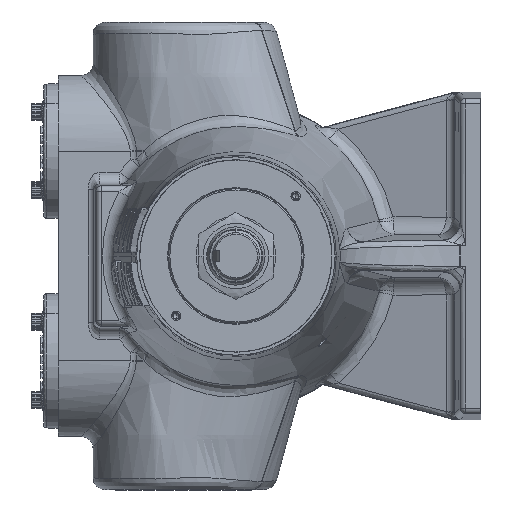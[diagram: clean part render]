
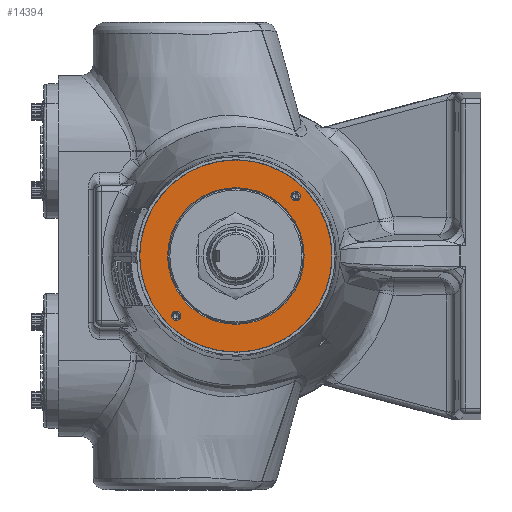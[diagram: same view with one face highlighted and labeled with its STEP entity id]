
A CAD part, left-side view. The second image highlights one B-rep face of the part: STEP entity #14394.
In plain terms, the highlighted planar face has unit normal (-1, 0, 0).
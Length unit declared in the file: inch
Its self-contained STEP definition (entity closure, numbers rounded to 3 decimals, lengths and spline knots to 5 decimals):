
#1267 = VERTEX_POINT ( 'NONE', #7208 ) ;
#1621 = DIRECTION ( 'NONE',  ( 0., 0., 1. ) ) ;
#3396 = VERTEX_POINT ( 'NONE', #83620 ) ;
#4722 = VERTEX_POINT ( 'NONE', #16305 ) ;
#5362 = DIRECTION ( 'NONE',  ( 0., 0., -1. ) ) ;
#5823 = CARTESIAN_POINT ( 'NONE',  ( -10.90353, 0., 1.46425 ) ) ;
#6268 = DIRECTION ( 'NONE',  ( 1., 0., 0. ) ) ;
#7068 = CARTESIAN_POINT ( 'NONE',  ( -10.90353, 0., 0. ) ) ;
#7208 = CARTESIAN_POINT ( 'NONE',  ( -10.90353, -1.28163, 1.38213 ) ) ;
#13312 = EDGE_LOOP ( 'NONE', ( #100366, #95125 ) ) ;
#13797 = EDGE_LOOP ( 'NONE', ( #100968, #100729 ) ) ;
#14394 = ADVANCED_FACE ( 'NONE', ( #96413, #51672, #63310, #20451 ), #78778, .F. ) ;
#14732 = CIRCLE ( 'NONE', #75699, 2.06 ) ;
#16305 = CARTESIAN_POINT ( 'NONE',  ( -10.90353, 1.28163, -1.18113 ) ) ;
#16735 = AXIS2_PLACEMENT_3D ( 'NONE', #94132, #93960, #93852 ) ;
#17980 = EDGE_LOOP ( 'NONE', ( #94883, #94537 ) ) ;
#20451 = FACE_BOUND ( 'NONE', #17980, .T. ) ;
#22594 = CARTESIAN_POINT ( 'NONE',  ( -10.90353, 1.28163, -1.28163 ) ) ;
#22698 = CIRCLE ( 'NONE', #78769, 1.46425 ) ;
#23583 = CARTESIAN_POINT ( 'NONE',  ( -10.90353, 0., 2.06 ) ) ;
#25191 = CARTESIAN_POINT ( 'NONE',  ( -10.90353, -1.28163, 1.28163 ) ) ;
#26883 = CARTESIAN_POINT ( 'NONE',  ( -10.90353, 0., -2.06 ) ) ;
#28466 = AXIS2_PLACEMENT_3D ( 'NONE', #76725, #76575, #76166 ) ;
#29830 = EDGE_LOOP ( 'NONE', ( #103827, #102286 ) ) ;
#34697 = DIRECTION ( 'NONE',  ( 0., 0., 1. ) ) ;
#39675 = CIRCLE ( 'NONE', #104407, 1.46425 ) ;
#44364 = VERTEX_POINT ( 'NONE', #5823 ) ;
#45406 = VERTEX_POINT ( 'NONE', #58246 ) ;
#46307 = DIRECTION ( 'NONE',  ( 0., 0., 1. ) ) ;
#46539 = DIRECTION ( 'NONE',  ( -1., 0., 0. ) ) ;
#46556 = CARTESIAN_POINT ( 'NONE',  ( -10.90353, 1.28163, -1.28163 ) ) ;
#49811 = CIRCLE ( 'NONE', #72958, 0.1005 ) ;
#51672 = FACE_BOUND ( 'NONE', #13797, .T. ) ;
#53668 = CIRCLE ( 'NONE', #16735, 0.1005 ) ;
#54910 = AXIS2_PLACEMENT_3D ( 'NONE', #46556, #46539, #46307 ) ;
#56321 = CIRCLE ( 'NONE', #54910, 0.1005 ) ;
#57744 = AXIS2_PLACEMENT_3D ( 'NONE', #59002, #58879, #58738 ) ;
#58246 = CARTESIAN_POINT ( 'NONE',  ( -10.90353, 0., -1.46425 ) ) ;
#58558 = DIRECTION ( 'NONE',  ( -1., 0., 0. ) ) ;
#58738 = DIRECTION ( 'NONE',  ( 0., 0., 1. ) ) ;
#58879 = DIRECTION ( 'NONE',  ( -1., 0., 0. ) ) ;
#59002 = CARTESIAN_POINT ( 'NONE',  ( -10.90353, 0., 0. ) ) ;
#60542 = EDGE_CURVE ( 'NONE', #4722, #3396, #56321, .T. ) ;
#62690 = CIRCLE ( 'NONE', #57744, 2.06 ) ;
#63310 = FACE_OUTER_BOUND ( 'NONE', #13312, .T. ) ;
#70004 = DIRECTION ( 'NONE',  ( 0., 0., 1. ) ) ;
#70444 = CIRCLE ( 'NONE', #93085, 0.1005 ) ;
#70952 = EDGE_CURVE ( 'NONE', #45406, #44364, #22698, .T. ) ;
#71329 = EDGE_CURVE ( 'NONE', #101894, #99981, #62690, .T. ) ;
#72958 = AXIS2_PLACEMENT_3D ( 'NONE', #22594, #79583, #70004 ) ;
#75699 = AXIS2_PLACEMENT_3D ( 'NONE', #115649, #58558, #1621 ) ;
#76166 = DIRECTION ( 'NONE',  ( 0., 0., -1. ) ) ;
#76575 = DIRECTION ( 'NONE',  ( 1., 0., 0. ) ) ;
#76725 = CARTESIAN_POINT ( 'NONE',  ( -10.90353, 1.43425, 0. ) ) ;
#78233 = EDGE_CURVE ( 'NONE', #1267, #122740, #53668, .T. ) ;
#78769 = AXIS2_PLACEMENT_3D ( 'NONE', #79923, #79901, #79801 ) ;
#78778 = PLANE ( 'NONE',  #28466 ) ;
#79583 = DIRECTION ( 'NONE',  ( -1., 0., 0. ) ) ;
#79707 = EDGE_CURVE ( 'NONE', #44364, #45406, #39675, .T. ) ;
#79801 = DIRECTION ( 'NONE',  ( 0., 0., -1. ) ) ;
#79901 = DIRECTION ( 'NONE',  ( 1., 0., 0. ) ) ;
#79923 = CARTESIAN_POINT ( 'NONE',  ( -10.90353, 0., 0. ) ) ;
#83620 = CARTESIAN_POINT ( 'NONE',  ( -10.90353, 1.28163, -1.38213 ) ) ;
#91139 = CARTESIAN_POINT ( 'NONE',  ( -10.90353, -1.28163, 1.18113 ) ) ;
#91856 = DIRECTION ( 'NONE',  ( -1., 0., 0. ) ) ;
#92185 = EDGE_CURVE ( 'NONE', #3396, #4722, #49811, .T. ) ;
#93085 = AXIS2_PLACEMENT_3D ( 'NONE', #25191, #91856, #34697 ) ;
#93852 = DIRECTION ( 'NONE',  ( 0., 0., 1. ) ) ;
#93960 = DIRECTION ( 'NONE',  ( -1., 0., 0. ) ) ;
#94132 = CARTESIAN_POINT ( 'NONE',  ( -10.90353, -1.28163, 1.28163 ) ) ;
#94537 = ORIENTED_EDGE ( 'NONE', *, *, #106509, .F. ) ;
#94883 = ORIENTED_EDGE ( 'NONE', *, *, #78233, .F. ) ;
#95125 = ORIENTED_EDGE ( 'NONE', *, *, #71329, .T. ) ;
#96413 = FACE_BOUND ( 'NONE', #29830, .T. ) ;
#99981 = VERTEX_POINT ( 'NONE', #23583 ) ;
#100366 = ORIENTED_EDGE ( 'NONE', *, *, #114606, .T. ) ;
#100729 = ORIENTED_EDGE ( 'NONE', *, *, #92185, .F. ) ;
#100968 = ORIENTED_EDGE ( 'NONE', *, *, #60542, .F. ) ;
#101894 = VERTEX_POINT ( 'NONE', #26883 ) ;
#102286 = ORIENTED_EDGE ( 'NONE', *, *, #70952, .T. ) ;
#103827 = ORIENTED_EDGE ( 'NONE', *, *, #79707, .T. ) ;
#104407 = AXIS2_PLACEMENT_3D ( 'NONE', #7068, #6268, #5362 ) ;
#106509 = EDGE_CURVE ( 'NONE', #122740, #1267, #70444, .T. ) ;
#114606 = EDGE_CURVE ( 'NONE', #99981, #101894, #14732, .T. ) ;
#115649 = CARTESIAN_POINT ( 'NONE',  ( -10.90353, 0., 0. ) ) ;
#122740 = VERTEX_POINT ( 'NONE', #91139 ) ;
